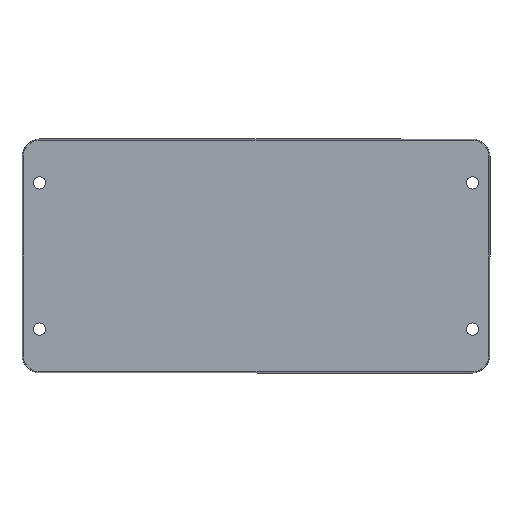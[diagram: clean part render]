
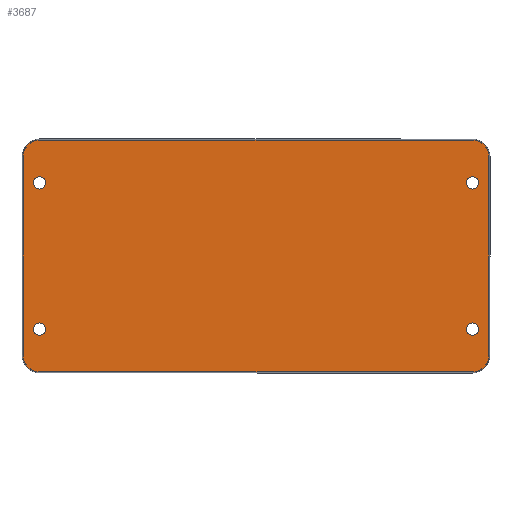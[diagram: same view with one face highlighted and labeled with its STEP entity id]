
A CAD part, front view. The second image highlights one B-rep face of the part: STEP entity #3687.
In plain terms, the highlighted planar face has unit normal (0, -1, 0).
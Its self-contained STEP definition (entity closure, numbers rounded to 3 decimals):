
#653 = PLANE ( 'NONE',  #719 ) ;
#654 = FACE_OUTER_BOUND ( 'NONE', #3480, .T. ) ;
#655 = FACE_BOUND ( 'NONE', #3476, .T. ) ;
#656 = FACE_BOUND ( 'NONE', #3679, .T. ) ;
#657 = FACE_BOUND ( 'NONE', #3675, .T. ) ;
#658 = FACE_BOUND ( 'NONE', #3671, .T. ) ;
#659 = DIRECTION ( 'NONE',  ( -1., 0., 0. ) ) ;
#660 = VECTOR ( 'NONE', #659, 1000. ) ;
#661 = CARTESIAN_POINT ( 'NONE',  ( 74., -40., -39.651 ) ) ;
#662 = LINE ( 'NONE', #661, #660 ) ;
#667 = DIRECTION ( 'NONE',  ( 0., 0., 1. ) ) ;
#668 = DIRECTION ( 'NONE',  ( 0., 1., 0. ) ) ;
#669 = CARTESIAN_POINT ( 'NONE',  ( 74., -40., -25. ) ) ;
#670 = AXIS2_PLACEMENT_3D ( 'NONE', #669, #668, #667 ) ;
#671 = CIRCLE ( 'NONE', #670, 2.1 ) ;
#672 = DIRECTION ( 'NONE',  ( 0., 0., 1. ) ) ;
#673 = DIRECTION ( 'NONE',  ( 0., 1., 0. ) ) ;
#674 = CARTESIAN_POINT ( 'NONE',  ( -74., -40., 25. ) ) ;
#675 = AXIS2_PLACEMENT_3D ( 'NONE', #674, #673, #672 ) ;
#676 = CIRCLE ( 'NONE', #675, 2.1 ) ;
#716 = DIRECTION ( 'NONE',  ( 0., 0., 1. ) ) ;
#717 = DIRECTION ( 'NONE',  ( 0., 1., 0. ) ) ;
#718 = CARTESIAN_POINT ( 'NONE',  ( 74., -40., -34. ) ) ;
#719 = AXIS2_PLACEMENT_3D ( 'NONE', #718, #717, #716 ) ;
#1112 = CARTESIAN_POINT ( 'NONE',  ( -74., -40., 27.1 ) ) ;
#1123 = CARTESIAN_POINT ( 'NONE',  ( -74., -40., 22.9 ) ) ;
#1140 = CARTESIAN_POINT ( 'NONE',  ( 74., -40., 27.1 ) ) ;
#1141 = DIRECTION ( 'NONE',  ( 0., 0., 1. ) ) ;
#1142 = DIRECTION ( 'NONE',  ( 0., 1., 0. ) ) ;
#1143 = CARTESIAN_POINT ( 'NONE',  ( 74., -40., 25. ) ) ;
#1144 = AXIS2_PLACEMENT_3D ( 'NONE', #1143, #1142, #1141 ) ;
#1145 = CIRCLE ( 'NONE', #1144, 2.1 ) ;
#1472 = DIRECTION ( 'NONE',  ( 0., 0., 1. ) ) ;
#1473 = DIRECTION ( 'NONE',  ( 0., 1., 0. ) ) ;
#1474 = AXIS2_PLACEMENT_3D ( 'NONE', #1480, #1473, #1472 ) ;
#1475 = CIRCLE ( 'NONE', #1474, 2.1 ) ;
#1480 = CARTESIAN_POINT ( 'NONE',  ( -74., -40., 25. ) ) ;
#1496 = DIRECTION ( 'NONE',  ( 0., 0., 1. ) ) ;
#1497 = DIRECTION ( 'NONE',  ( 0., 1., 0. ) ) ;
#1498 = CARTESIAN_POINT ( 'NONE',  ( 74., -40., -25. ) ) ;
#1499 = AXIS2_PLACEMENT_3D ( 'NONE', #1498, #1497, #1496 ) ;
#1500 = CIRCLE ( 'NONE', #1499, 2.1 ) ;
#1584 = CARTESIAN_POINT ( 'NONE',  ( 74., -40., -22.9 ) ) ;
#1585 = CARTESIAN_POINT ( 'NONE',  ( 74., -40., -27.1 ) ) ;
#1612 = CARTESIAN_POINT ( 'NONE',  ( 74., -40., 22.9 ) ) ;
#1707 = CARTESIAN_POINT ( 'NONE',  ( -74., -40., -22.9 ) ) ;
#1708 = CARTESIAN_POINT ( 'NONE',  ( -74., -40., -27.1 ) ) ;
#1709 = DIRECTION ( 'NONE',  ( 0., 0., 1. ) ) ;
#1710 = DIRECTION ( 'NONE',  ( 0., 1., 0. ) ) ;
#1711 = CARTESIAN_POINT ( 'NONE',  ( -74., -40., -25. ) ) ;
#1712 = AXIS2_PLACEMENT_3D ( 'NONE', #1711, #1710, #1709 ) ;
#1713 = CIRCLE ( 'NONE', #1712, 2.1 ) ;
#1796 = DIRECTION ( 'NONE',  ( 0., 0., -1. ) ) ;
#1962 = CARTESIAN_POINT ( 'NONE',  ( -74., -40., 39.651 ) ) ;
#2022 = DIRECTION ( 'NONE',  ( 1., 0., 0. ) ) ;
#2023 = VECTOR ( 'NONE', #2022, 1000. ) ;
#2024 = CARTESIAN_POINT ( 'NONE',  ( 74., -40., 39.651 ) ) ;
#2025 = LINE ( 'NONE', #2024, #2023 ) ;
#2059 = CARTESIAN_POINT ( 'NONE',  ( 79.651, -40., 34. ) ) ;
#2083 = CARTESIAN_POINT ( 'NONE',  ( 74., -40., -39.651 ) ) ;
#2084 = DIRECTION ( 'NONE',  ( 0., 0., 1. ) ) ;
#2085 = DIRECTION ( 'NONE',  ( 0., 1., 0. ) ) ;
#2086 = CARTESIAN_POINT ( 'NONE',  ( 74., -40., -34. ) ) ;
#2087 = AXIS2_PLACEMENT_3D ( 'NONE', #2086, #2085, #2084 ) ;
#2088 = CIRCLE ( 'NONE', #2087, 5.651 ) ;
#2089 = CARTESIAN_POINT ( 'NONE',  ( 79.651, -40., -34. ) ) ;
#2099 = DIRECTION ( 'NONE',  ( 0., 0., 1. ) ) ;
#2100 = DIRECTION ( 'NONE',  ( 0., 1., 0. ) ) ;
#2101 = CARTESIAN_POINT ( 'NONE',  ( 74., -40., 34. ) ) ;
#2102 = AXIS2_PLACEMENT_3D ( 'NONE', #2101, #2100, #2099 ) ;
#2103 = CIRCLE ( 'NONE', #2102, 5.651 ) ;
#2104 = CARTESIAN_POINT ( 'NONE',  ( 74., -40., 39.651 ) ) ;
#2969 = CARTESIAN_POINT ( 'NONE',  ( 79.651, -40., -34. ) ) ;
#2971 = VECTOR ( 'NONE', #1796, 1000. ) ;
#2972 = LINE ( 'NONE', #2969, #2971 ) ;
#3206 = ORIENTED_EDGE ( 'NONE', *, *, #3483, .F. ) ;
#3207 = ORIENTED_EDGE ( 'NONE', *, *, #3685, .F. ) ;
#3345 = VERTEX_POINT ( 'NONE', #5782 ) ;
#3347 = EDGE_CURVE ( 'NONE', #3345, #4662, #5781, .T. ) ;
#3356 = VERTEX_POINT ( 'NONE', #5667 ) ;
#3358 = EDGE_CURVE ( 'NONE', #3356, #3345, #5666, .T. ) ;
#3359 = ORIENTED_EDGE ( 'NONE', *, *, #4698, .F. ) ;
#3360 = ORIENTED_EDGE ( 'NONE', *, *, #4714, .F. ) ;
#3361 = ORIENTED_EDGE ( 'NONE', *, *, #4725, .F. ) ;
#3362 = ORIENTED_EDGE ( 'NONE', *, *, #4664, .F. ) ;
#3363 = ORIENTED_EDGE ( 'NONE', *, *, #3347, .F. ) ;
#3364 = ORIENTED_EDGE ( 'NONE', *, *, #3358, .F. ) ;
#3473 = ORIENTED_EDGE ( 'NONE', *, *, #3474, .T. ) ;
#3474 = EDGE_CURVE ( 'NONE', #4219, #4467, #5953, .T. ) ;
#3475 = ORIENTED_EDGE ( 'NONE', *, *, #4218, .T. ) ;
#3476 = EDGE_LOOP ( 'NONE', ( #3477, #3479 ) ) ;
#3477 = ORIENTED_EDGE ( 'NONE', *, *, #3478, .T. ) ;
#3478 = EDGE_CURVE ( 'NONE', #4518, #4517, #6017, .T. ) ;
#3479 = ORIENTED_EDGE ( 'NONE', *, *, #4516, .T. ) ;
#3480 = EDGE_LOOP ( 'NONE', ( #3359, #3360, #3361, #3362, #3363, #3364, #3206, #3207 ) ) ;
#3482 = VERTEX_POINT ( 'NONE', #6012 ) ;
#3483 = EDGE_CURVE ( 'NONE', #3482, #3356, #6011, .T. ) ;
#3671 = EDGE_LOOP ( 'NONE', ( #3672, #3674 ) ) ;
#3672 = ORIENTED_EDGE ( 'NONE', *, *, #3673, .T. ) ;
#3673 = EDGE_CURVE ( 'NONE', #4198, #4228, #676, .T. ) ;
#3674 = ORIENTED_EDGE ( 'NONE', *, *, #4403, .T. ) ;
#3675 = EDGE_LOOP ( 'NONE', ( #3676, #3678 ) ) ;
#3676 = ORIENTED_EDGE ( 'NONE', *, *, #3677, .T. ) ;
#3677 = EDGE_CURVE ( 'NONE', #4447, #4446, #671, .T. ) ;
#3678 = ORIENTED_EDGE ( 'NONE', *, *, #4391, .T. ) ;
#3679 = EDGE_LOOP ( 'NONE', ( #3473, #3475 ) ) ;
#3685 = EDGE_CURVE ( 'NONE', #4699, #3482, #662, .T. ) ;
#3687 = ADVANCED_FACE ( 'NONE', ( #658, #657, #656, #655, #654 ), #653, .F. ) ;
#4198 = VERTEX_POINT ( 'NONE', #1112 ) ;
#4218 = EDGE_CURVE ( 'NONE', #4467, #4219, #1145, .T. ) ;
#4219 = VERTEX_POINT ( 'NONE', #1140 ) ;
#4228 = VERTEX_POINT ( 'NONE', #1123 ) ;
#4391 = EDGE_CURVE ( 'NONE', #4446, #4447, #1500, .T. ) ;
#4403 = EDGE_CURVE ( 'NONE', #4228, #4198, #1475, .T. ) ;
#4446 = VERTEX_POINT ( 'NONE', #1585 ) ;
#4447 = VERTEX_POINT ( 'NONE', #1584 ) ;
#4467 = VERTEX_POINT ( 'NONE', #1612 ) ;
#4516 = EDGE_CURVE ( 'NONE', #4517, #4518, #1713, .T. ) ;
#4517 = VERTEX_POINT ( 'NONE', #1708 ) ;
#4518 = VERTEX_POINT ( 'NONE', #1707 ) ;
#4662 = VERTEX_POINT ( 'NONE', #1962 ) ;
#4664 = EDGE_CURVE ( 'NONE', #4662, #4723, #2025, .T. ) ;
#4696 = VERTEX_POINT ( 'NONE', #2089 ) ;
#4698 = EDGE_CURVE ( 'NONE', #4696, #4699, #2088, .T. ) ;
#4699 = VERTEX_POINT ( 'NONE', #2083 ) ;
#4712 = VERTEX_POINT ( 'NONE', #2059 ) ;
#4714 = EDGE_CURVE ( 'NONE', #4712, #4696, #2972, .T. ) ;
#4723 = VERTEX_POINT ( 'NONE', #2104 ) ;
#4725 = EDGE_CURVE ( 'NONE', #4723, #4712, #2103, .T. ) ;
#5663 = DIRECTION ( 'NONE',  ( 0., 0., 1. ) ) ;
#5664 = VECTOR ( 'NONE', #5663, 1000. ) ;
#5665 = CARTESIAN_POINT ( 'NONE',  ( -79.651, -40., -34. ) ) ;
#5666 = LINE ( 'NONE', #5665, #5664 ) ;
#5667 = CARTESIAN_POINT ( 'NONE',  ( -79.651, -40., -34. ) ) ;
#5777 = DIRECTION ( 'NONE',  ( 0., 0., 1. ) ) ;
#5778 = DIRECTION ( 'NONE',  ( 0., 1., 0. ) ) ;
#5779 = CARTESIAN_POINT ( 'NONE',  ( -74., -40., 34. ) ) ;
#5780 = AXIS2_PLACEMENT_3D ( 'NONE', #5779, #5778, #5777 ) ;
#5781 = CIRCLE ( 'NONE', #5780, 5.651 ) ;
#5782 = CARTESIAN_POINT ( 'NONE',  ( -79.651, -40., 34. ) ) ;
#5953 = CIRCLE ( 'NONE', #6021, 2.1 ) ;
#6007 = DIRECTION ( 'NONE',  ( 0., 0., 1. ) ) ;
#6008 = DIRECTION ( 'NONE',  ( 0., 1., 0. ) ) ;
#6009 = CARTESIAN_POINT ( 'NONE',  ( -74., -40., -34. ) ) ;
#6010 = AXIS2_PLACEMENT_3D ( 'NONE', #6009, #6008, #6007 ) ;
#6011 = CIRCLE ( 'NONE', #6010, 5.651 ) ;
#6012 = CARTESIAN_POINT ( 'NONE',  ( -74., -40., -39.651 ) ) ;
#6013 = DIRECTION ( 'NONE',  ( 0., 0., 1. ) ) ;
#6014 = DIRECTION ( 'NONE',  ( 0., 1., 0. ) ) ;
#6015 = CARTESIAN_POINT ( 'NONE',  ( -74., -40., -25. ) ) ;
#6016 = AXIS2_PLACEMENT_3D ( 'NONE', #6015, #6014, #6013 ) ;
#6017 = CIRCLE ( 'NONE', #6016, 2.1 ) ;
#6018 = DIRECTION ( 'NONE',  ( 0., 0., 1. ) ) ;
#6019 = DIRECTION ( 'NONE',  ( 0., 1., 0. ) ) ;
#6020 = CARTESIAN_POINT ( 'NONE',  ( 74., -40., 25. ) ) ;
#6021 = AXIS2_PLACEMENT_3D ( 'NONE', #6020, #6019, #6018 ) ;
